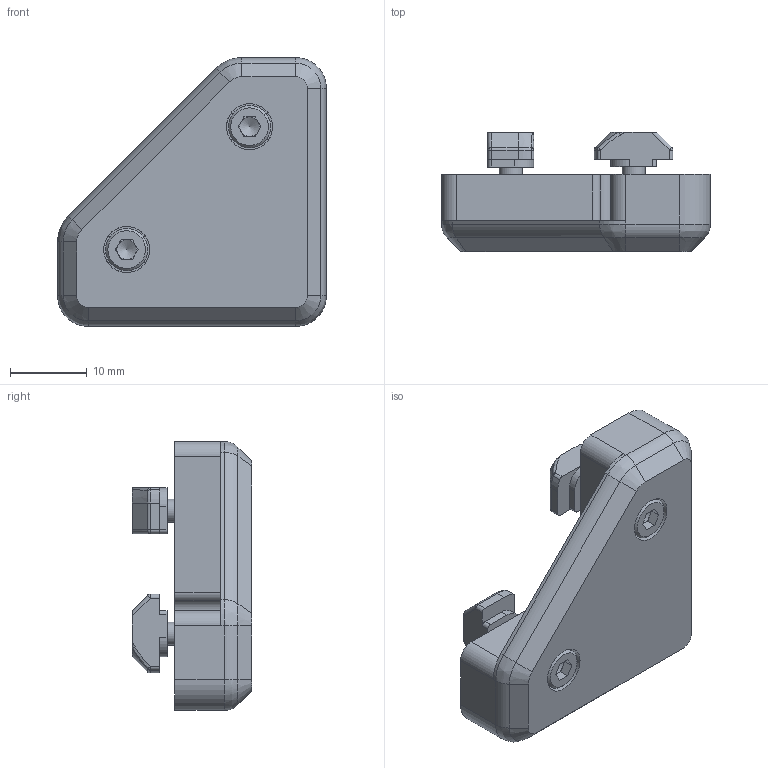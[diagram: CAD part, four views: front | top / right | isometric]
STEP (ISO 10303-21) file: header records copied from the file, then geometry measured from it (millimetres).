
FILE_DESCRIPTION(/* description */ (''),/* implementation_level */ '2;1');
FILE_NAME(/* name */ 'corner_clip_6mm.step',/* time_stamp */ '2023-07-29T13:19:21-07:00',/* author */ (''),/* organization */ (''),/* preprocessor_version */ 'ST-DEVELOPER v19.2',/* originating_system */ 'Autodesk Translation Framework v12.6.0.85',/* authorisation */ '');
FILE_SCHEMA (('AUTOMOTIVE_DESIGN { 1 0 10303 214 3 1 1 }'));
Length unit declared in the file: millimetre
Products named in the file (5): corner_clip_6mm; M3x12 SHCS (15) (1); M3x12 SHCS (16) (1); M3 Hammerhead T-Nut (7) (1); M3 Hammerhead T-Nut (8) (1)
Assembly tree (4 placements, depth 2):
  corner_clip_6mm
    M3x12 SHCS (15) (1)
    M3x12 SHCS (16) (1)
    M3 Hammerhead T-Nut (7) (1)
    M3 Hammerhead T-Nut (8) (1)
Bounding box: 35 x 15.5 x 35 mm (x, y, z)
Volume: 4746.7 mm3; surface area: 5245.6 mm2
Topology: 5 solids, 5 shells, 243 faces, 592 edges, 362 vertices
Faces by surface type: plane 110, cylinder 79, cone 22, bspline 13, torus 11, sphere 8
Full cylindrical faces by diameter (mm): 3 x4, 3.4 x2, 5.5 x2, 6 x2
Entity records: 7498 total; most frequent: CARTESIAN_POINT 1524, DIRECTION 1294, ORIENTED_EDGE 1180, EDGE_CURVE 590, AXIS2_PLACEMENT_3D 481, VERTEX_POINT 362, LINE 332, VECTOR 332
